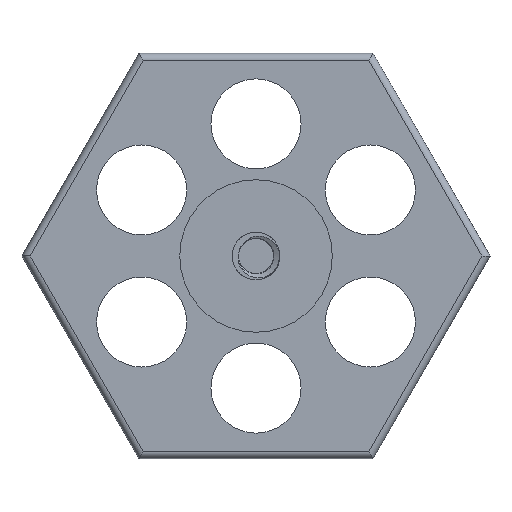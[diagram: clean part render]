
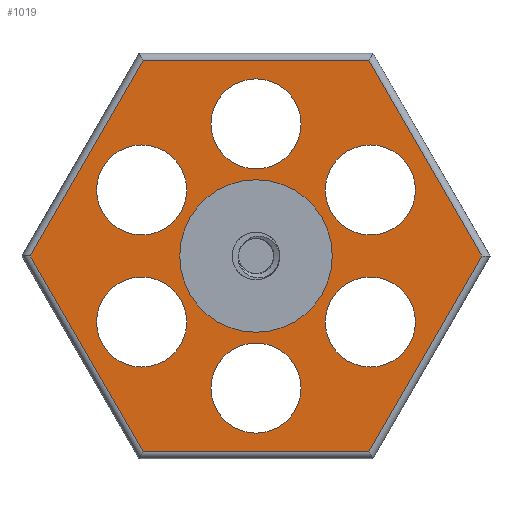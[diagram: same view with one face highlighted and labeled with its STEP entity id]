
A CAD part, front view. The second image highlights one B-rep face of the part: STEP entity #1019.
In plain terms, the highlighted planar face has unit normal (0, -1, 0).
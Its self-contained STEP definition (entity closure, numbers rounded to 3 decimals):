
#69=FACE_BOUND('',#194,.T.);
#70=FACE_BOUND('',#195,.T.);
#71=FACE_BOUND('',#196,.T.);
#72=FACE_BOUND('',#197,.T.);
#73=FACE_BOUND('',#198,.T.);
#74=FACE_BOUND('',#199,.T.);
#75=FACE_BOUND('',#200,.T.);
#91=PLANE('',#1126);
#131=FACE_OUTER_BOUND('',#193,.T.);
#193=EDGE_LOOP('',(#748,#749,#750,#751,#752,#753));
#194=EDGE_LOOP('',(#754));
#195=EDGE_LOOP('',(#755));
#196=EDGE_LOOP('',(#756));
#197=EDGE_LOOP('',(#757));
#198=EDGE_LOOP('',(#758));
#199=EDGE_LOOP('',(#759));
#200=EDGE_LOOP('',(#760));
#261=LINE('',#1488,#343);
#262=LINE('',#1493,#344);
#264=LINE('',#1501,#346);
#267=LINE('',#1509,#349);
#269=LINE('',#1513,#351);
#271=LINE('',#1516,#353);
#343=VECTOR('',#1239,10.);
#344=VECTOR('',#1244,10.);
#346=VECTOR('',#1252,10.);
#349=VECTOR('',#1259,10.);
#351=VECTOR('',#1265,10.);
#353=VECTOR('',#1269,10.);
#416=CIRCLE('',#1086,7.5);
#418=CIRCLE('',#1089,7.5);
#420=CIRCLE('',#1092,7.5);
#422=CIRCLE('',#1095,7.5);
#424=CIRCLE('',#1098,7.5);
#426=CIRCLE('',#1101,7.5);
#431=CIRCLE('',#1109,12.7);
#436=VERTEX_POINT('',#1432);
#438=VERTEX_POINT('',#1438);
#440=VERTEX_POINT('',#1444);
#442=VERTEX_POINT('',#1450);
#444=VERTEX_POINT('',#1456);
#446=VERTEX_POINT('',#1462);
#451=VERTEX_POINT('',#1477);
#454=VERTEX_POINT('',#1485);
#455=VERTEX_POINT('',#1487);
#456=VERTEX_POINT('',#1491);
#457=VERTEX_POINT('',#1492);
#460=VERTEX_POINT('',#1500);
#463=VERTEX_POINT('',#1508);
#530=EDGE_CURVE('',#436,#436,#416,.T.);
#533=EDGE_CURVE('',#438,#438,#418,.T.);
#536=EDGE_CURVE('',#440,#440,#420,.T.);
#539=EDGE_CURVE('',#442,#442,#422,.T.);
#542=EDGE_CURVE('',#444,#444,#424,.T.);
#545=EDGE_CURVE('',#446,#446,#426,.T.);
#553=EDGE_CURVE('',#451,#451,#431,.T.);
#556=EDGE_CURVE('',#454,#455,#261,.T.);
#558=EDGE_CURVE('',#456,#457,#262,.T.);
#562=EDGE_CURVE('',#457,#460,#264,.T.);
#566=EDGE_CURVE('',#460,#463,#267,.T.);
#569=EDGE_CURVE('',#463,#454,#269,.T.);
#571=EDGE_CURVE('',#455,#456,#271,.T.);
#748=ORIENTED_EDGE('',*,*,#558,.F.);
#749=ORIENTED_EDGE('',*,*,#571,.F.);
#750=ORIENTED_EDGE('',*,*,#556,.F.);
#751=ORIENTED_EDGE('',*,*,#569,.F.);
#752=ORIENTED_EDGE('',*,*,#566,.F.);
#753=ORIENTED_EDGE('',*,*,#562,.F.);
#754=ORIENTED_EDGE('',*,*,#530,.T.);
#755=ORIENTED_EDGE('',*,*,#533,.T.);
#756=ORIENTED_EDGE('',*,*,#536,.T.);
#757=ORIENTED_EDGE('',*,*,#539,.T.);
#758=ORIENTED_EDGE('',*,*,#542,.T.);
#759=ORIENTED_EDGE('',*,*,#545,.T.);
#760=ORIENTED_EDGE('',*,*,#553,.T.);
#1019=ADVANCED_FACE('',(#131,#69,#70,#71,#72,#73,#74,#75),#91,.F.);
#1086=AXIS2_PLACEMENT_3D('',#1433,#1176,#1177);
#1089=AXIS2_PLACEMENT_3D('',#1439,#1183,#1184);
#1092=AXIS2_PLACEMENT_3D('',#1445,#1190,#1191);
#1095=AXIS2_PLACEMENT_3D('',#1451,#1197,#1198);
#1098=AXIS2_PLACEMENT_3D('',#1457,#1204,#1205);
#1101=AXIS2_PLACEMENT_3D('',#1463,#1211,#1212);
#1109=AXIS2_PLACEMENT_3D('',#1479,#1230,#1231);
#1126=AXIS2_PLACEMENT_3D('',#1531,#1283,#1284);
#1176=DIRECTION('center_axis',(0.,1.,0.));
#1177=DIRECTION('ref_axis',(1.,0.,0.));
#1183=DIRECTION('center_axis',(0.,1.,0.));
#1184=DIRECTION('ref_axis',(1.,0.,0.));
#1190=DIRECTION('center_axis',(0.,1.,0.));
#1191=DIRECTION('ref_axis',(1.,0.,0.));
#1197=DIRECTION('center_axis',(0.,1.,0.));
#1198=DIRECTION('ref_axis',(1.,0.,0.));
#1204=DIRECTION('center_axis',(0.,1.,0.));
#1205=DIRECTION('ref_axis',(1.,0.,0.));
#1211=DIRECTION('center_axis',(0.,1.,0.));
#1212=DIRECTION('ref_axis',(1.,0.,0.));
#1230=DIRECTION('center_axis',(0.,1.,0.));
#1231=DIRECTION('ref_axis',(1.,0.,0.));
#1239=DIRECTION('',(0.5,0.,0.866));
#1244=DIRECTION('',(0.5,0.,-0.866));
#1252=DIRECTION('',(-0.5,0.,-0.866));
#1259=DIRECTION('',(-1.,0.,0.));
#1265=DIRECTION('',(-0.5,0.,0.866));
#1269=DIRECTION('',(1.,0.,0.));
#1283=DIRECTION('center_axis',(0.,1.,0.));
#1284=DIRECTION('ref_axis',(0.,0.,1.));
#1432=CARTESIAN_POINT('',(-7.5,0.,-22.));
#1433=CARTESIAN_POINT('Origin',(0.,0.,-22.));
#1438=CARTESIAN_POINT('',(-26.553,0.,11.));
#1439=CARTESIAN_POINT('Origin',(-19.053,0.,11.));
#1444=CARTESIAN_POINT('',(11.553,0.,11.));
#1445=CARTESIAN_POINT('Origin',(19.053,0.,11.));
#1450=CARTESIAN_POINT('',(11.553,0.,-11.));
#1451=CARTESIAN_POINT('Origin',(19.053,0.,-11.));
#1456=CARTESIAN_POINT('',(-26.553,0.,-11.));
#1457=CARTESIAN_POINT('Origin',(-19.053,0.,-11.));
#1462=CARTESIAN_POINT('',(-7.5,0.,22.));
#1463=CARTESIAN_POINT('Origin',(0.,0.,22.));
#1477=CARTESIAN_POINT('',(-12.7,0.,0.));
#1479=CARTESIAN_POINT('Origin',(0.,0.,0.));
#1485=CARTESIAN_POINT('',(-37.586,0.,0.));
#1487=CARTESIAN_POINT('',(-18.793,0.,32.551));
#1488=CARTESIAN_POINT('',(-33.061,0.,7.838));
#1491=CARTESIAN_POINT('',(18.793,0.,32.551));
#1492=CARTESIAN_POINT('',(37.586,0.,0.));
#1493=CARTESIAN_POINT('',(23.318,0.,24.713));
#1500=CARTESIAN_POINT('',(18.793,0.,-32.551));
#1501=CARTESIAN_POINT('',(33.061,0.,-7.838));
#1508=CARTESIAN_POINT('',(-18.793,0.,-32.551));
#1509=CARTESIAN_POINT('',(9.743,0.,-32.551));
#1513=CARTESIAN_POINT('',(-23.318,0.,-24.713));
#1516=CARTESIAN_POINT('',(-9.743,0.,32.551));
#1531=CARTESIAN_POINT('Origin',(0.,0.,0.));
